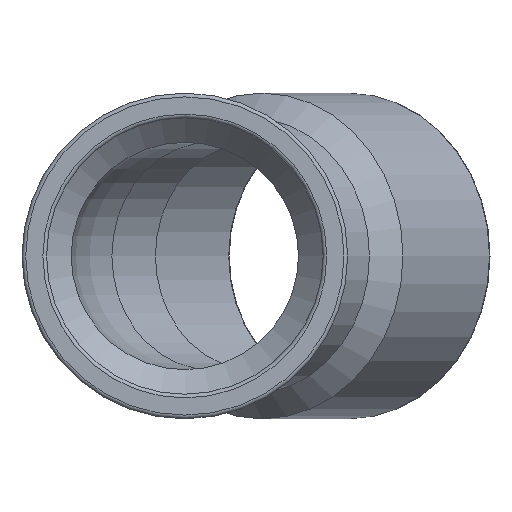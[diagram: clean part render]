
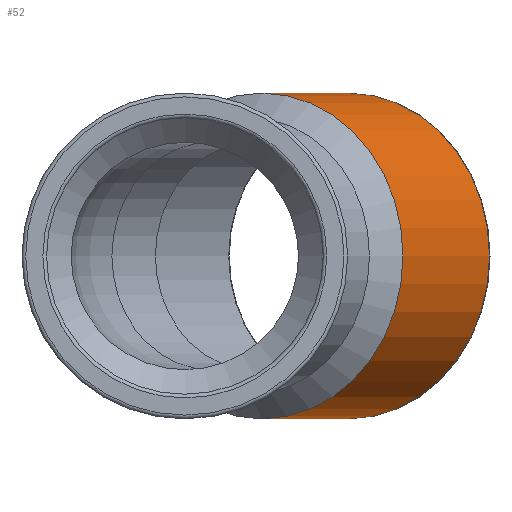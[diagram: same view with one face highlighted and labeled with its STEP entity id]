
A CAD part, front view. The second image highlights one B-rep face of the part: STEP entity #52.
In plain terms, the highlighted cylindrical face has radius 132.5 mm (diameter 265 mm), a full revolution.
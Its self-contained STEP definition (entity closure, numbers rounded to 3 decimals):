
#52=ADVANCED_FACE('',(#121,#122),#123,.T.);
#121=FACE_OUTER_BOUND('',#224,.T.);
#122=FACE_OUTER_BOUND('',#225,.T.);
#123=CYLINDRICAL_SURFACE('',#226,132.5);
#224=EDGE_LOOP('',(#325));
#225=EDGE_LOOP('',(#326));
#226=AXIS2_PLACEMENT_3D('',#327,#328,#329);
#325=ORIENTED_EDGE('',*,*,#463,.F.);
#326=ORIENTED_EDGE('',*,*,#460,.T.);
#327=CARTESIAN_POINT('',(20.769,305.296,0.));
#328=DIRECTION('',(0.5,0.866,0.));
#329=DIRECTION('',(0.866,-0.5,0.));
#460=EDGE_CURVE('',#510,#510,#511,.T.);
#463=EDGE_CURVE('',#515,#515,#516,.T.);
#510=VERTEX_POINT('',#582);
#511=CIRCLE('',#583,132.5);
#515=VERTEX_POINT('',#587);
#516=CIRCLE('',#588,132.5);
#582=CARTESIAN_POINT('',(247.916,433.726,0.));
#583=AXIS2_PLACEMENT_3D('',#654,#655,#656);
#587=CARTESIAN_POINT('',(177.491,311.746,0.));
#588=AXIS2_PLACEMENT_3D('',#660,#661,#662);
#654=CARTESIAN_POINT('',(133.167,499.976,0.));
#655=DIRECTION('',(-0.5,-0.866,0.));
#656=DIRECTION('',(0.866,-0.5,0.));
#660=CARTESIAN_POINT('',(62.742,377.996,0.));
#661=DIRECTION('',(-0.5,-0.866,0.));
#662=DIRECTION('',(0.866,-0.5,0.));
